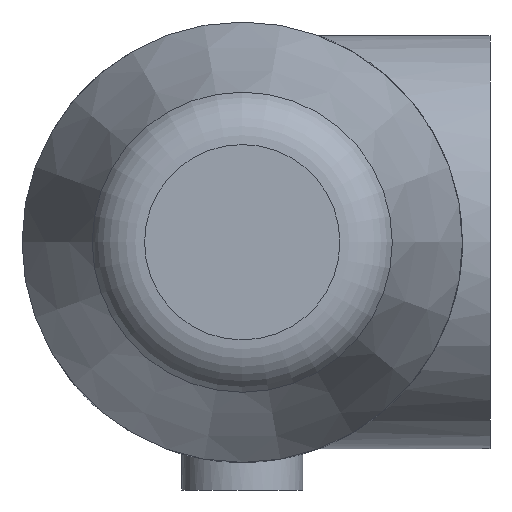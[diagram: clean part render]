
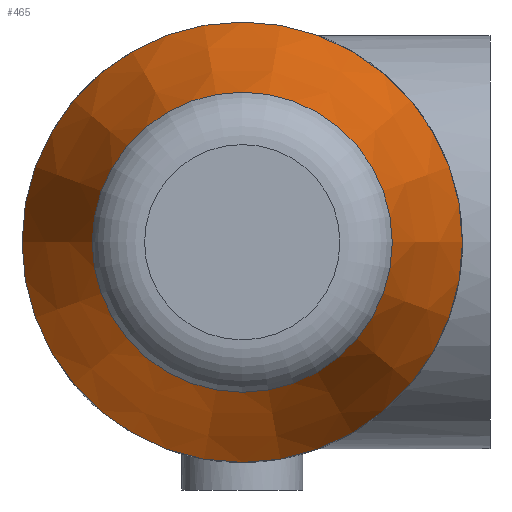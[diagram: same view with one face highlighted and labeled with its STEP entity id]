
A CAD part, left-side view. The second image highlights one B-rep face of the part: STEP entity #465.
In plain terms, the highlighted conical face has half-angle 18.06 degrees and reference radius 32.5 mm.
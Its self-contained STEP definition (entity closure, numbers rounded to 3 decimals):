
#23=CONICAL_SURFACE('',#541,32.5,0.315);
#61=FACE_BOUND('',#193,.T.);
#86=CIRCLE('',#513,40.);
#100=CIRCLE('',#540,27.25);
#130=FACE_OUTER_BOUND('',#192,.T.);
#192=EDGE_LOOP('',(#387));
#193=EDGE_LOOP('',(#388));
#255=VERTEX_POINT('',#858);
#277=VERTEX_POINT('',#1129);
#300=EDGE_CURVE('',#255,#255,#86,.T.);
#323=EDGE_CURVE('',#277,#277,#100,.T.);
#387=ORIENTED_EDGE('',*,*,#300,.F.);
#388=ORIENTED_EDGE('',*,*,#323,.F.);
#465=ADVANCED_FACE('',(#130,#61),#23,.T.);
#513=AXIS2_PLACEMENT_3D('',#859,#591,#592);
#540=AXIS2_PLACEMENT_3D('',#1130,#645,#646);
#541=AXIS2_PLACEMENT_3D('',#1131,#647,#648);
#591=DIRECTION('center_axis',(1.,0.,0.));
#592=DIRECTION('ref_axis',(0.,1.,0.));
#645=DIRECTION('center_axis',(-1.,0.,0.));
#646=DIRECTION('ref_axis',(0.,-1.,0.));
#647=DIRECTION('center_axis',(1.,0.,0.));
#648=DIRECTION('ref_axis',(0.,1.,0.));
#858=CARTESIAN_POINT('',(-85.,-40.,0.));
#859=CARTESIAN_POINT('Origin',(-85.,0.,0.));
#1129=CARTESIAN_POINT('',(-124.1,27.25,0.));
#1130=CARTESIAN_POINT('Origin',(-124.1,0.,0.));
#1131=CARTESIAN_POINT('Origin',(-108.,0.,0.));
